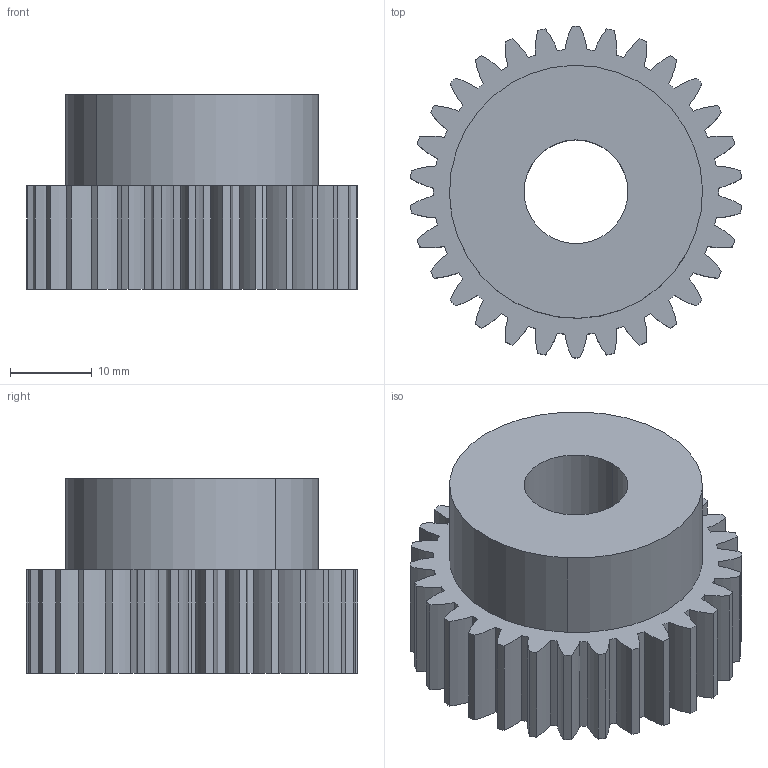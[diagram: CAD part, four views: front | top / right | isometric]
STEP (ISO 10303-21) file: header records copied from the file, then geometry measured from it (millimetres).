
FILE_DESCRIPTION((''),'2;1');
FILE_NAME('gss-2030.stp','2001-12-26T20:02:24',('Ed Sparks'),(''),'Autodesk Inventor (tm) 3.0','Autodesk Inventor (tm) 3.0','');
FILE_SCHEMA(('CONFIG_CONTROL_DESIGN'));
Length unit declared in the file: inch
Products named in the file (1): gss-2030
Bounding box: 40.51 x 40.64 x 23.88 mm (x, y, z)
Volume: 19762.2 mm3; surface area: 7084 mm2
Topology: 1 solids, 1 shells, 129 faces, 378 edges, 252 vertices
Faces by surface type: cylinder 124, plane 3, bspline 2
Entity records: 4571 total; most frequent: DIRECTION 886, CARTESIAN_POINT 794, ORIENTED_EDGE 756, AXIS2_PLACEMENT_3D 380, EDGE_CURVE 378, VERTEX_POINT 252, CIRCLE 252, EDGE_LOOP 132
